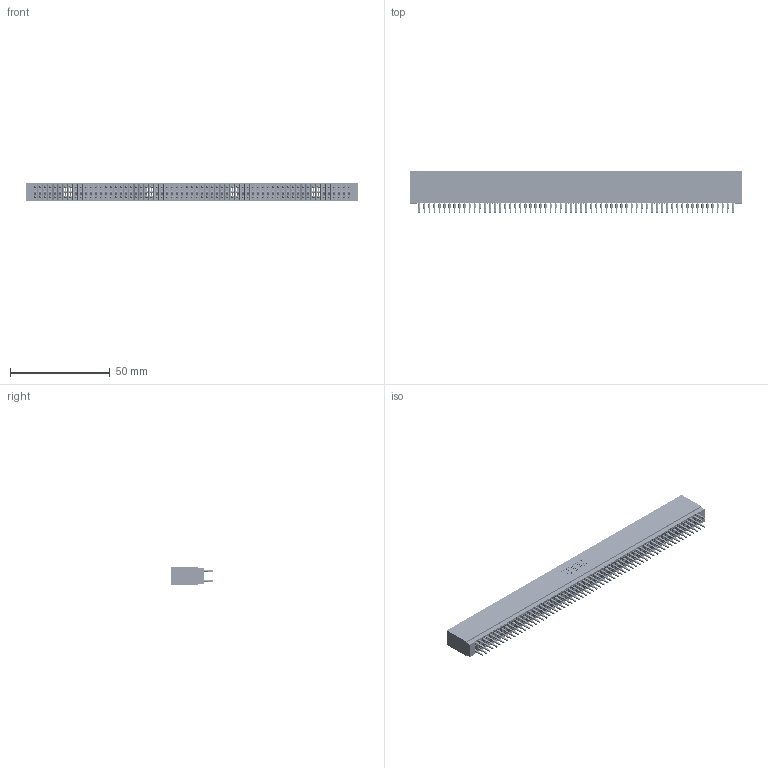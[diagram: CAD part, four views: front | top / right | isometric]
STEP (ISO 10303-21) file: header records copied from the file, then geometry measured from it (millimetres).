
FILE_DESCRIPTION (( 'STEP AP203' ), '1' );
FILE_NAME ('745-126-560-201.STEP', '2026-02-27T02:09:52', ( '' ), ( '' ), 'SwSTEP 2.0', 'SolidWorks 2023', '' );
FILE_SCHEMA (( 'CONFIG_CONTROL_DESIGN' ));
Products named in the file (3): 745-126-560-201; 745-292-001_560; 745 Part_Insulator Option - 01
Assembly tree (127 placements, depth 2):
  745-126-560-201
    745 Part_Insulator Option - 01
    745-292-001_560  x126
Bounding box: 166.62 x 21.22 x 8.89 mm (x, y, z)
Volume: 15345.2 mm3; surface area: 33668.9 mm2
Topology: 127 solids, 127 shells, 12506 faces, 34215 edges, 21718 vertices
Faces by surface type: plane 6481, cylinder 2749, bspline 2520, torus 756
Entity records: 103518 total; most frequent: CARTESIAN_POINT 18453, ORIENTED_EDGE 17930, DIRECTION 15649, EDGE_CURVE 8965, VECTOR 8397, LINE 8397, VERTEX_POINT 5718, AXIS2_PLACEMENT_3D 3626
